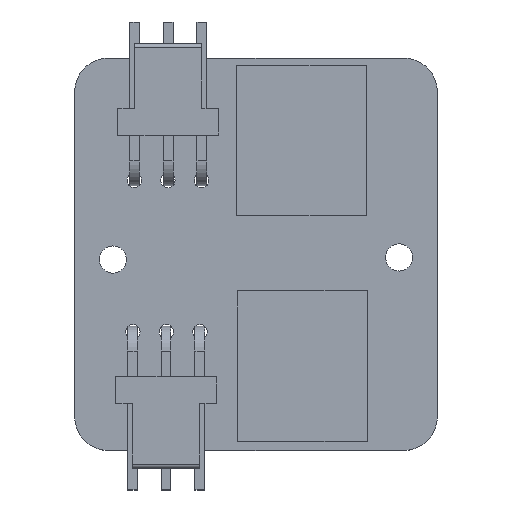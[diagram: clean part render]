
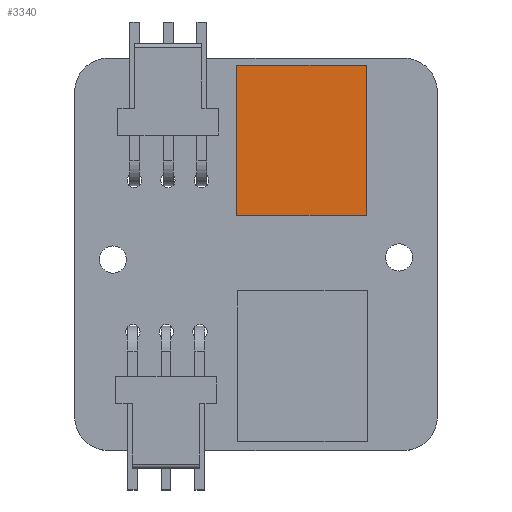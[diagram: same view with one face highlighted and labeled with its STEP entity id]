
A CAD part, top view. The second image highlights one B-rep face of the part: STEP entity #3340.
In plain terms, the highlighted face is planar.
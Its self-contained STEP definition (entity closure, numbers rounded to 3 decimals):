
#3314 = VERTEX_POINT('',#3315);
#3315 = CARTESIAN_POINT('',(-7.65,6.35,0.));
#3321 = EDGE_CURVE('',#3322,#3314,#3324,.T.);
#3322 = VERTEX_POINT('',#3323);
#3323 = CARTESIAN_POINT('',(-7.65,6.35,-17.74));
#3324 = LINE('',#3325,#3326);
#3325 = CARTESIAN_POINT('',(-7.65,6.35,-17.74));
#3326 = VECTOR('',#3327,1.);
#3327 = DIRECTION('',(0.,0.,1.));
#3340 = ADVANCED_FACE('',(#3341),#3366,.T.);
#3341 = FACE_BOUND('',#3342,.T.);
#3342 = EDGE_LOOP('',(#3343,#3351,#3359,#3365));
#3343 = ORIENTED_EDGE('',*,*,#3344,.F.);
#3344 = EDGE_CURVE('',#3345,#3314,#3347,.T.);
#3345 = VERTEX_POINT('',#3346);
#3346 = CARTESIAN_POINT('',(7.65,6.35,0.));
#3347 = LINE('',#3348,#3349);
#3348 = CARTESIAN_POINT('',(7.65,6.35,0.));
#3349 = VECTOR('',#3350,1.);
#3350 = DIRECTION('',(-1.,0.,0.));
#3351 = ORIENTED_EDGE('',*,*,#3352,.F.);
#3352 = EDGE_CURVE('',#3353,#3345,#3355,.T.);
#3353 = VERTEX_POINT('',#3354);
#3354 = CARTESIAN_POINT('',(7.65,6.35,-17.74));
#3355 = LINE('',#3356,#3357);
#3356 = CARTESIAN_POINT('',(7.65,6.35,-17.74));
#3357 = VECTOR('',#3358,1.);
#3358 = DIRECTION('',(0.,0.,1.));
#3359 = ORIENTED_EDGE('',*,*,#3360,.T.);
#3360 = EDGE_CURVE('',#3353,#3322,#3361,.T.);
#3361 = LINE('',#3362,#3363);
#3362 = CARTESIAN_POINT('',(7.65,6.35,-17.74));
#3363 = VECTOR('',#3364,1.);
#3364 = DIRECTION('',(-1.,0.,0.));
#3365 = ORIENTED_EDGE('',*,*,#3321,.T.);
#3366 = PLANE('',#3367);
#3367 = AXIS2_PLACEMENT_3D('',#3368,#3369,#3370);
#3368 = CARTESIAN_POINT('',(7.65,6.35,-17.74));
#3369 = DIRECTION('',(0.,1.,0.));
#3370 = DIRECTION('',(-1.,0.,0.));
